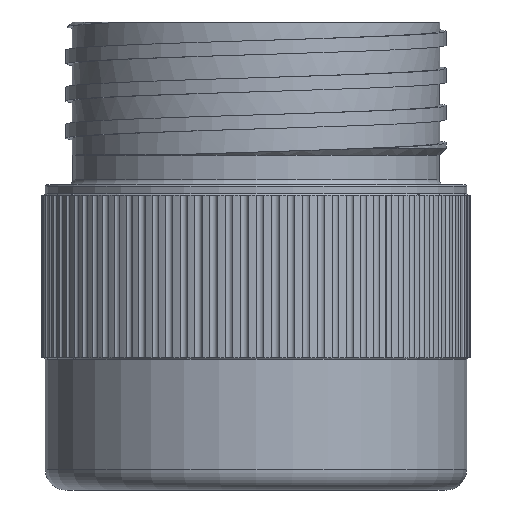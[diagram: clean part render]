
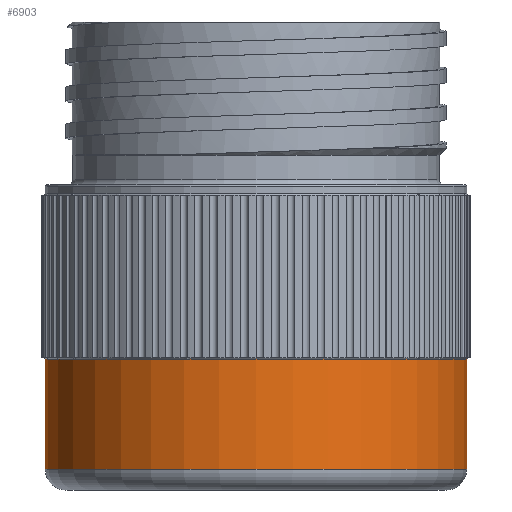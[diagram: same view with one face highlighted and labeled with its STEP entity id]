
A CAD part, front view. The second image highlights one B-rep face of the part: STEP entity #6903.
In plain terms, the highlighted cylindrical face has radius 16.447 mm (diameter 32.893 mm), a partial arc.
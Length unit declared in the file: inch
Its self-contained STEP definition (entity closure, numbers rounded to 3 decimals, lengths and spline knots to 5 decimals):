
#23 = CARTESIAN_POINT ( 'NONE',  ( 0., 0., 0.719 ) ) ;
#53 = CARTESIAN_POINT ( 'NONE',  ( 0., 0., -0.656 ) ) ;
#92 = DIRECTION ( 'NONE',  ( 1., 0., 0. ) ) ;
#663 = VECTOR ( 'NONE', #6460, 39.37008 ) ;
#698 = VERTEX_POINT ( 'NONE', #6845 ) ;
#957 = CIRCLE ( 'NONE', #6422, 0.6475 ) ;
#1008 = AXIS2_PLACEMENT_3D ( 'NONE', #53, #12956, #9885 ) ;
#1443 = DIRECTION ( 'NONE',  ( 0., 0., 1. ) ) ;
#1744 = CARTESIAN_POINT ( 'NONE',  ( -0.6475, 0., -0.318 ) ) ;
#1925 = EDGE_CURVE ( 'NONE', #13076, #698, #6860, .T. ) ;
#2087 = CYLINDRICAL_SURFACE ( 'NONE', #12254, 0.6475 ) ;
#2229 = DIRECTION ( 'NONE',  ( 0., 0., 1. ) ) ;
#2451 = EDGE_CURVE ( 'NONE', #698, #9621, #957, .T. ) ;
#3169 = ORIENTED_EDGE ( 'NONE', *, *, #13340, .F. ) ;
#3554 = ORIENTED_EDGE ( 'NONE', *, *, #2451, .T. ) ;
#3598 = CARTESIAN_POINT ( 'NONE',  ( -0.6475, 0., -0.656 ) ) ;
#4306 = LINE ( 'NONE', #12945, #663 ) ;
#6422 = AXIS2_PLACEMENT_3D ( 'NONE', #9498, #12569, #13642 ) ;
#6460 = DIRECTION ( 'NONE',  ( 0., 0., 1. ) ) ;
#6845 = CARTESIAN_POINT ( 'NONE',  ( 0.6475, 0., -0.318 ) ) ;
#6860 = LINE ( 'NONE', #11208, #8561 ) ;
#6903 = ADVANCED_FACE ( 'NONE', ( #11858 ), #2087, .T. ) ;
#7337 = ORIENTED_EDGE ( 'NONE', *, *, #1925, .T. ) ;
#7777 = VERTEX_POINT ( 'NONE', #3598 ) ;
#8561 = VECTOR ( 'NONE', #1443, 39.37008 ) ;
#8793 = EDGE_CURVE ( 'NONE', #7777, #13076, #9443, .T. ) ;
#9443 = CIRCLE ( 'NONE', #1008, 0.6475 ) ;
#9444 = ORIENTED_EDGE ( 'NONE', *, *, #8793, .T. ) ;
#9498 = CARTESIAN_POINT ( 'NONE',  ( 0., 0., -0.318 ) ) ;
#9621 = VERTEX_POINT ( 'NONE', #1744 ) ;
#9885 = DIRECTION ( 'NONE',  ( 1., 0., 0. ) ) ;
#11045 = CARTESIAN_POINT ( 'NONE',  ( 0.6475, 0., -0.656 ) ) ;
#11208 = CARTESIAN_POINT ( 'NONE',  ( 0.6475, 0., 0.719 ) ) ;
#11858 = FACE_OUTER_BOUND ( 'NONE', #11948, .T. ) ;
#11948 = EDGE_LOOP ( 'NONE', ( #3169, #9444, #7337, #3554 ) ) ;
#12254 = AXIS2_PLACEMENT_3D ( 'NONE', #23, #2229, #92 ) ;
#12569 = DIRECTION ( 'NONE',  ( 0., 0., -1. ) ) ;
#12945 = CARTESIAN_POINT ( 'NONE',  ( -0.6475, 0., 0.719 ) ) ;
#12956 = DIRECTION ( 'NONE',  ( 0., 0., 1. ) ) ;
#13076 = VERTEX_POINT ( 'NONE', #11045 ) ;
#13340 = EDGE_CURVE ( 'NONE', #7777, #9621, #4306, .T. ) ;
#13642 = DIRECTION ( 'NONE',  ( 1., 0., 0. ) ) ;
